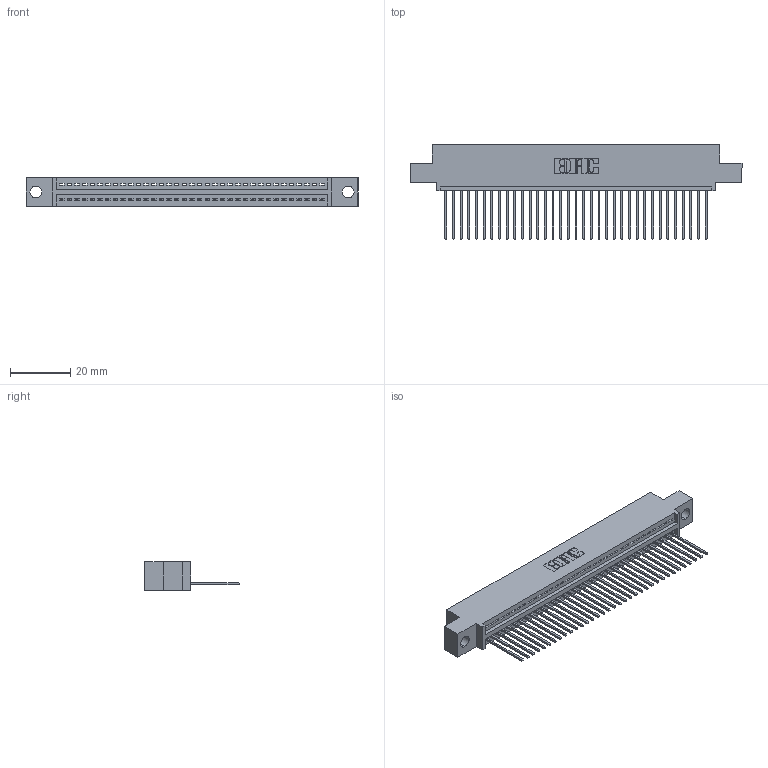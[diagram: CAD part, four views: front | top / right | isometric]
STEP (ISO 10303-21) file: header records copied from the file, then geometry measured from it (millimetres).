
FILE_DESCRIPTION (( 'STEP AP203' ), '1' );
FILE_NAME ('395-035-542-404.STEP', '2019-10-19T19:50:48', ( '' ), ( '' ), 'SwSTEP 2.0', 'SolidWorks 2016', '' );
FILE_SCHEMA (( 'CONFIG_CONTROL_DESIGN' ));
Length unit declared in the file: inch
Products named in the file (3): 395-035-542-404; 345-292-001_345-293-142; 345 Part_0.110 Offset - 0.156 Dia-TH
Assembly tree (36 placements, depth 2):
  395-035-542-404
    345 Part_0.110 Offset - 0.156 Dia-TH
    345-292-001_345-293-142  x35
Bounding box: 110.11 x 31.29 x 9.4 mm (x, y, z)
Volume: 10317.6 mm3; surface area: 13999.1 mm2
Topology: 36 solids, 36 shells, 2160 faces, 6513 edges, 4294 vertices
Faces by surface type: plane 1484, cylinder 676
Entity records: 27437 total; most frequent: CARTESIAN_POINT 4761, ORIENTED_EDGE 4730, DIRECTION 4167, EDGE_CURVE 2365, VECTOR 2093, LINE 2093, VERTEX_POINT 1574, AXIS2_PLACEMENT_3D 1037
